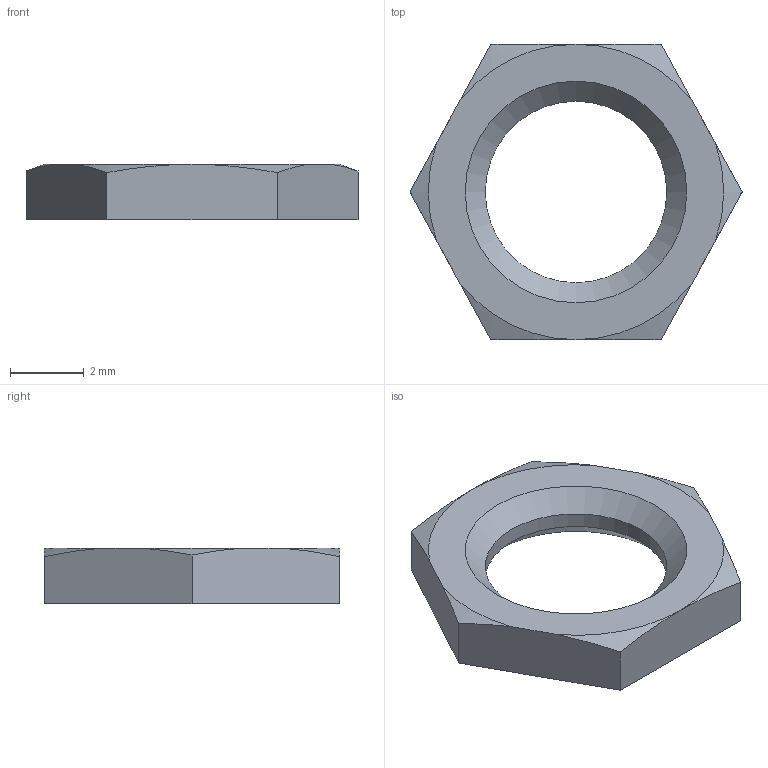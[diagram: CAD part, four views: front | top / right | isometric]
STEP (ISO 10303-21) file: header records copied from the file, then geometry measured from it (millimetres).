
FILE_DESCRIPTION(/* description */ (''),/* implementation_level */ '2;1');
FILE_NAME(/* name */ '_AT513M-P.ipt.step',/* time_stamp */ '2015-01-02T19:20:22-08:00',/* author */ ('Philip'),/* organization */ (''),/* preprocessor_version */ 'ST-DEVELOPER v15.6',/* originating_system */ 'Autodesk Inventor 2015',/* authorisation */ '');
FILE_SCHEMA (('AUTOMOTIVE_DESIGN { 1 0 10303 214 3 1 1 }'));
Length unit declared in the file: inch
Products named in the file (1): _AT513M-P
Bounding box: 8.99 x 8 x 1.5 mm (x, y, z)
Volume: 48 mm3; surface area: 124.7 mm2
Topology: 1 solids, 1 shells, 17 faces, 41 edges, 26 vertices
Faces by surface type: plane 8, cone 8, cylinder 1
Full cylindrical faces by diameter (mm): 4.917 x1
Entity records: 503 total; most frequent: CARTESIAN_POINT 106, ORIENTED_EDGE 76, DIRECTION 72, EDGE_CURVE 38, AXIS2_PLACEMENT_3D 28, VERTEX_POINT 26, EDGE_LOOP 22, FACE_OUTER_BOUND 17
